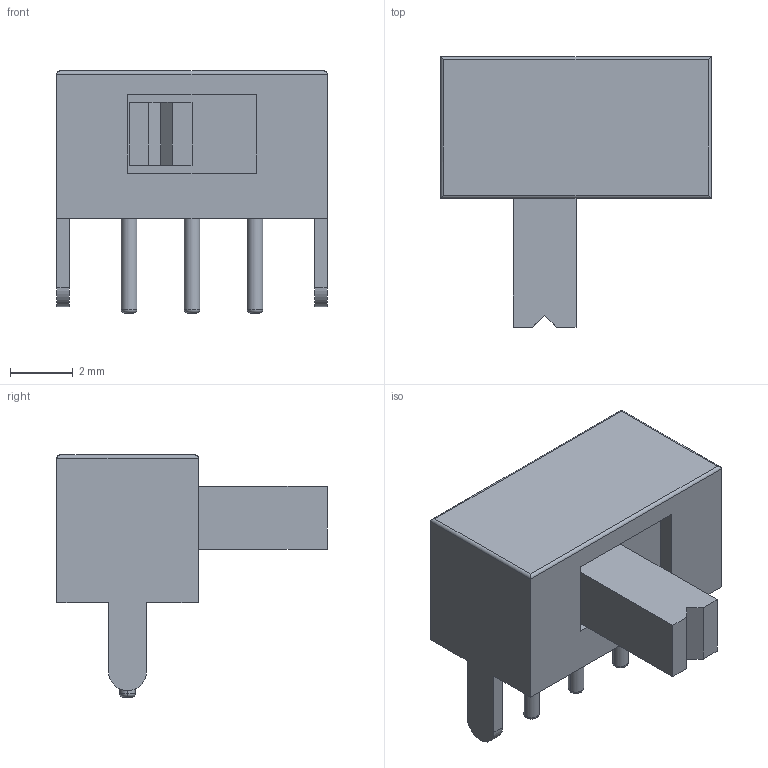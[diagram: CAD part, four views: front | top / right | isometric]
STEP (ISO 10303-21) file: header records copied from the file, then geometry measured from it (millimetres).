
FILE_DESCRIPTION (( 'STEP AP214' ), '1' );
FILE_NAME ('SPDT Right Angle Slide Switch.STEP', '2020-02-29T19:35:32', ( '' ), ( '' ), 'SwSTEP 2.0', 'SolidWorks 2018', '' );
FILE_SCHEMA (( 'AUTOMOTIVE_DESIGN' ));
Length unit declared in the file: millimetre
Products named in the file (1): SPDT Right Angle Slide Switch
Bounding box: 8.6 x 8.6 x 7.7 mm (x, y, z)
Volume: 199.2 mm3; surface area: 274 mm2
Topology: 1 solids, 1 shells, 47 faces, 110 edges, 70 vertices
Faces by surface type: plane 28, cylinder 13, torus 6
Entity records: 1368 total; most frequent: CARTESIAN_POINT 240, DIRECTION 232, ORIENTED_EDGE 220, EDGE_CURVE 110, AXIS2_PLACEMENT_3D 78, LINE 76, VECTOR 76, VERTEX_POINT 70
